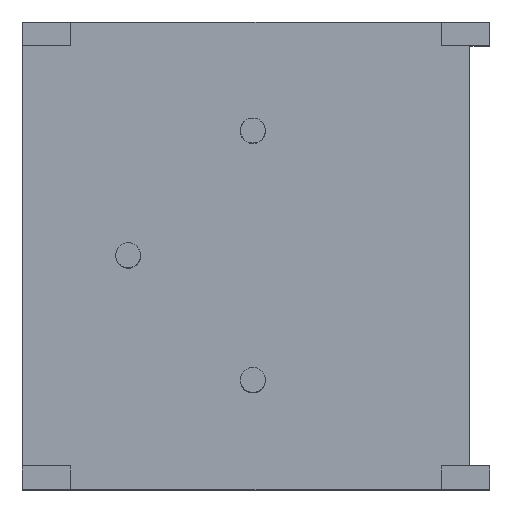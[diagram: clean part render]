
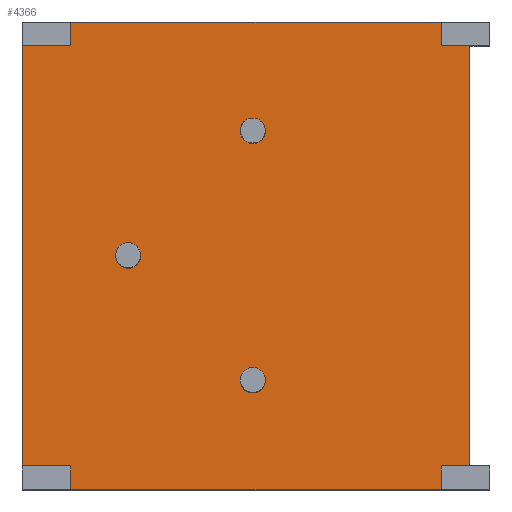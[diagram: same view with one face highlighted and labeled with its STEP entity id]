
A CAD part, top view. The second image highlights one B-rep face of the part: STEP entity #4366.
In plain terms, the highlighted free-form (B-spline) face has degree [1, 1] with [2, 2] control points.
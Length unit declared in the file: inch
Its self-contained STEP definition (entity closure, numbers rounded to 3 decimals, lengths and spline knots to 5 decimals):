
#21=DIRECTION('',(0.,-1.,0.));
#22=VECTOR('',#21,0.337);
#23=CARTESIAN_POINT('',(0.174,0.1685,0.));
#24=LINE('',#23,#22);
#29=DIRECTION('',(-1.,0.,0.));
#30=VECTOR('',#29,0.023);
#31=CARTESIAN_POINT('',(0.174,-0.1685,0.));
#32=LINE('',#31,#30);
#36=DIRECTION('',(0.,1.,0.));
#37=VECTOR('',#36,0.019);
#38=CARTESIAN_POINT('',(0.151,-0.1875,0.));
#39=LINE('',#38,#37);
#43=DIRECTION('',(0.,1.,0.));
#44=VECTOR('',#43,0.019);
#45=CARTESIAN_POINT('',(-0.146,-0.1875,0.));
#46=LINE('',#45,#44);
#50=DIRECTION('',(1.,0.,0.));
#51=VECTOR('',#50,0.039);
#52=CARTESIAN_POINT('',(-0.185,-0.1685,0.));
#53=LINE('',#52,#51);
#57=DIRECTION('',(0.,1.,0.));
#58=VECTOR('',#57,0.337);
#59=CARTESIAN_POINT('',(-0.185,-0.1685,0.));
#60=LINE('',#59,#58);
#64=DIRECTION('',(1.,0.,0.));
#65=VECTOR('',#64,0.039);
#66=CARTESIAN_POINT('',(-0.185,0.1685,0.));
#67=LINE('',#66,#65);
#71=DIRECTION('',(0.,-1.,0.));
#72=VECTOR('',#71,0.019);
#73=CARTESIAN_POINT('',(-0.146,0.1875,0.));
#74=LINE('',#73,#72);
#78=DIRECTION('',(0.,-1.,0.));
#79=VECTOR('',#78,0.019);
#80=CARTESIAN_POINT('',(0.151,0.1875,0.));
#81=LINE('',#80,#79);
#85=DIRECTION('',(-1.,0.,0.));
#86=VECTOR('',#85,0.023);
#87=CARTESIAN_POINT('',(0.174,0.1685,0.));
#88=LINE('',#87,#86);
#92=CARTESIAN_POINT('',(-0.1,0.,0.));
#93=DIRECTION('',(0.,0.,1.));
#94=DIRECTION('',(0.,1.,0.));
#95=AXIS2_PLACEMENT_3D('',#92,#93,#94);
#100=CARTESIAN_POINT('',(-0.1,0.,0.));
#101=DIRECTION('',(0.,0.,1.));
#102=DIRECTION('',(0.,-1.,0.));
#103=AXIS2_PLACEMENT_3D('',#100,#101,#102);
#108=CARTESIAN_POINT('',(0.,-0.1,0.));
#109=DIRECTION('',(0.,0.,1.));
#110=DIRECTION('',(0.,1.,0.));
#111=AXIS2_PLACEMENT_3D('',#108,#109,#110);
#116=CARTESIAN_POINT('',(0.,-0.1,0.));
#117=DIRECTION('',(0.,0.,1.));
#118=DIRECTION('',(0.,-1.,0.));
#119=AXIS2_PLACEMENT_3D('',#116,#117,#118);
#124=CARTESIAN_POINT('',(0.,0.1,0.));
#125=DIRECTION('',(0.,0.,1.));
#126=DIRECTION('',(0.,1.,0.));
#127=AXIS2_PLACEMENT_3D('',#124,#125,#126);
#132=CARTESIAN_POINT('',(0.,0.1,0.));
#133=DIRECTION('',(0.,0.,1.));
#134=DIRECTION('',(0.,-1.,0.));
#135=AXIS2_PLACEMENT_3D('',#132,#133,#134);
#175=DIRECTION('',(-1.,0.,0.));
#176=VECTOR('',#175,0.297);
#177=CARTESIAN_POINT('',(0.151,0.1875,0.));
#178=LINE('',#177,#176);
#245=DIRECTION('',(1.,0.,0.));
#246=VECTOR('',#245,0.297);
#247=CARTESIAN_POINT('',(-0.146,-0.1875,0.));
#248=LINE('',#247,#246);
#3713=CARTESIAN_POINT('',(0.151,0.1875,0.));
#3714=CARTESIAN_POINT('',(0.151,0.1685,0.));
#3715=VERTEX_POINT('',#3713);
#3716=VERTEX_POINT('',#3714);
#3717=CARTESIAN_POINT('',(0.174,0.1685,0.));
#3718=VERTEX_POINT('',#3717);
#3719=CARTESIAN_POINT('',(-0.146,0.1875,0.));
#3720=CARTESIAN_POINT('',(-0.146,0.1685,0.));
#3721=VERTEX_POINT('',#3719);
#3722=VERTEX_POINT('',#3720);
#3723=CARTESIAN_POINT('',(-0.185,0.1685,0.));
#3724=VERTEX_POINT('',#3723);
#3725=CARTESIAN_POINT('',(-0.146,-0.1875,0.));
#3726=CARTESIAN_POINT('',(-0.146,-0.1685,0.));
#3727=VERTEX_POINT('',#3725);
#3728=VERTEX_POINT('',#3726);
#3729=CARTESIAN_POINT('',(-0.185,-0.1685,0.));
#3730=VERTEX_POINT('',#3729);
#3731=CARTESIAN_POINT('',(0.151,-0.1875,0.));
#3732=CARTESIAN_POINT('',(0.151,-0.1685,0.));
#3733=VERTEX_POINT('',#3731);
#3734=VERTEX_POINT('',#3732);
#3735=CARTESIAN_POINT('',(0.174,-0.1685,0.));
#3736=VERTEX_POINT('',#3735);
#4305=CARTESIAN_POINT('',(-0.1,0.01,0.));
#4306=CARTESIAN_POINT('',(-0.1,-0.01,0.));
#4307=VERTEX_POINT('',#4305);
#4308=VERTEX_POINT('',#4306);
#4309=CARTESIAN_POINT('',(0.,-0.09,0.));
#4310=CARTESIAN_POINT('',(0.,-0.11,0.));
#4311=VERTEX_POINT('',#4309);
#4312=VERTEX_POINT('',#4310);
#4313=CARTESIAN_POINT('',(0.,0.11,0.));
#4314=CARTESIAN_POINT('',(0.,0.09,0.));
#4315=VERTEX_POINT('',#4313);
#4316=VERTEX_POINT('',#4314);
#4317=CARTESIAN_POINT('',(-0.19218,0.195,0.));
#4318=CARTESIAN_POINT('',(-0.19218,-0.195,0.));
#4319=CARTESIAN_POINT('',(0.18118,0.195,0.));
#4320=CARTESIAN_POINT('',(0.18118,-0.195,0.));
#4321=B_SPLINE_SURFACE_WITH_KNOTS('',1,1,((#4317,#4318),(#4319,#4320)),
.UNSPECIFIED.,.F.,.F.,.F.,(2,2),(2,2),(-0.19218,0.18118),(-0.195,0.195),
.UNSPECIFIED.);
#4323=ORIENTED_EDGE('',*,*,#4322,.T.);
#4325=ORIENTED_EDGE('',*,*,#4324,.T.);
#4327=ORIENTED_EDGE('',*,*,#4326,.F.);
#4329=ORIENTED_EDGE('',*,*,#4328,.F.);
#4331=ORIENTED_EDGE('',*,*,#4330,.T.);
#4333=ORIENTED_EDGE('',*,*,#4332,.F.);
#4335=ORIENTED_EDGE('',*,*,#4334,.T.);
#4337=ORIENTED_EDGE('',*,*,#4336,.T.);
#4339=ORIENTED_EDGE('',*,*,#4338,.F.);
#4341=ORIENTED_EDGE('',*,*,#4340,.F.);
#4343=ORIENTED_EDGE('',*,*,#4342,.T.);
#4345=ORIENTED_EDGE('',*,*,#4344,.F.);
#4346=EDGE_LOOP('',(#4323,#4325,#4327,#4329,#4331,#4333,#4335,#4337,#4339,#4341,
#4343,#4345));
#4347=FACE_OUTER_BOUND('',#4346,.F.);
#4349=ORIENTED_EDGE('',*,*,#4348,.T.);
#4351=ORIENTED_EDGE('',*,*,#4350,.T.);
#4352=EDGE_LOOP('',(#4349,#4351));
#4353=FACE_BOUND('',#4352,.F.);
#4355=ORIENTED_EDGE('',*,*,#4354,.T.);
#4357=ORIENTED_EDGE('',*,*,#4356,.T.);
#4358=EDGE_LOOP('',(#4355,#4357));
#4359=FACE_BOUND('',#4358,.F.);
#4361=ORIENTED_EDGE('',*,*,#4360,.T.);
#4363=ORIENTED_EDGE('',*,*,#4362,.T.);
#4364=EDGE_LOOP('',(#4361,#4363));
#4365=FACE_BOUND('',#4364,.F.);
#4366=ADVANCED_FACE('',(#4347,#4353,#4359,#4365),#4321,.F.);
#96=CIRCLE('',#95,0.01);
#104=CIRCLE('',#103,0.01);
#112=CIRCLE('',#111,0.01);
#120=CIRCLE('',#119,0.01);
#128=CIRCLE('',#127,0.01);
#136=CIRCLE('',#135,0.01);
#4322=EDGE_CURVE('',#3718,#3736,#24,.T.);
#4324=EDGE_CURVE('',#3736,#3734,#32,.T.);
#4326=EDGE_CURVE('',#3733,#3734,#39,.T.);
#4328=EDGE_CURVE('',#3727,#3733,#248,.T.);
#4330=EDGE_CURVE('',#3727,#3728,#46,.T.);
#4332=EDGE_CURVE('',#3730,#3728,#53,.T.);
#4334=EDGE_CURVE('',#3730,#3724,#60,.T.);
#4336=EDGE_CURVE('',#3724,#3722,#67,.T.);
#4338=EDGE_CURVE('',#3721,#3722,#74,.T.);
#4340=EDGE_CURVE('',#3715,#3721,#178,.T.);
#4342=EDGE_CURVE('',#3715,#3716,#81,.T.);
#4344=EDGE_CURVE('',#3718,#3716,#88,.T.);
#4348=EDGE_CURVE('',#4307,#4308,#96,.T.);
#4350=EDGE_CURVE('',#4308,#4307,#104,.T.);
#4354=EDGE_CURVE('',#4311,#4312,#112,.T.);
#4356=EDGE_CURVE('',#4312,#4311,#120,.T.);
#4360=EDGE_CURVE('',#4315,#4316,#128,.T.);
#4362=EDGE_CURVE('',#4316,#4315,#136,.T.);
